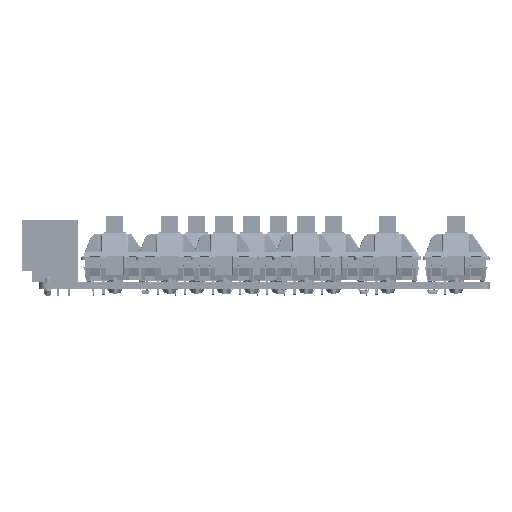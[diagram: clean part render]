
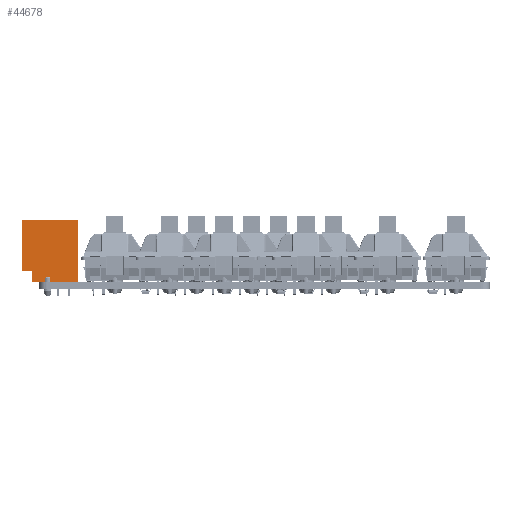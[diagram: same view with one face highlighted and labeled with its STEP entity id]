
A CAD part, left-side view. The second image highlights one B-rep face of the part: STEP entity #44678.
In plain terms, the highlighted face is planar.
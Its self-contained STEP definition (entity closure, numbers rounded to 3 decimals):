
#42943 = VERTEX_POINT('',#42944);
#42944 = CARTESIAN_POINT('',(8.01,0.,-2.3));
#42950 = EDGE_CURVE('',#42943,#42951,#42953,.T.);
#42951 = VERTEX_POINT('',#42952);
#42952 = CARTESIAN_POINT('',(8.01,2.5,-2.3));
#42953 = LINE('',#42954,#42955);
#42954 = CARTESIAN_POINT('',(8.01,2.5,-2.3));
#42955 = VECTOR('',#42956,1.);
#42956 = DIRECTION('',(-0.,1.,-0.));
#43979 = VERTEX_POINT('',#43980);
#43980 = CARTESIAN_POINT('',(8.01,0.,-13.));
#43986 = EDGE_CURVE('',#43979,#43987,#43989,.T.);
#43987 = VERTEX_POINT('',#43988);
#43988 = CARTESIAN_POINT('',(8.01,0.,-6.562));
#43989 = LINE('',#43990,#43991);
#43990 = CARTESIAN_POINT('',(8.01,0.,-13.));
#43991 = VECTOR('',#43992,1.);
#43992 = DIRECTION('',(0.,0.,1.));
#44004 = VERTEX_POINT('',#44005);
#44005 = CARTESIAN_POINT('',(8.01,0.,-5.438));
#44012 = EDGE_CURVE('',#44004,#42943,#44013,.T.);
#44013 = LINE('',#44014,#44015);
#44014 = CARTESIAN_POINT('',(8.01,0.,-13.));
#44015 = VECTOR('',#44016,1.);
#44016 = DIRECTION('',(0.,0.,1.));
#44678 = ADVANCED_FACE('',(#44679),#44749,.T.);
#44679 = FACE_BOUND('',#44680,.T.);
#44680 = EDGE_LOOP('',(#44681,#44704,#44710,#44711,#44719,#44727,#44735,
    #44741,#44742,#44743));
#44681 = ORIENTED_EDGE('',*,*,#44682,.T.);
#44682 = EDGE_CURVE('',#44683,#44685,#44687,.T.);
#44683 = VERTEX_POINT('',#44684);
#44684 = CARTESIAN_POINT('',(8.01,0.87,-5.438));
#44685 = VERTEX_POINT('',#44686);
#44686 = CARTESIAN_POINT('',(8.01,0.87,-6.562));
#44687 = B_SPLINE_CURVE_WITH_KNOTS('',3,(#44688,#44689,#44690,#44691,
    #44692,#44693,#44694,#44695,#44696,#44697,#44698,#44699,#44700,
    #44701,#44702,#44703),.UNSPECIFIED.,.F.,.F.,(4,2,2,2,2,2,2,4),(
    0.002,0.002,0.003,
    0.003,0.003,0.003,
    0.004,0.004),.UNSPECIFIED.);
#44688 = CARTESIAN_POINT('',(8.01,0.87,-5.438));
#44689 = CARTESIAN_POINT('',(8.01,0.933,-5.438));
#44690 = CARTESIAN_POINT('',(8.01,0.996,-5.459));
#44691 = CARTESIAN_POINT('',(8.01,1.101,-5.532));
#44692 = CARTESIAN_POINT('',(8.01,1.142,-5.582));
#44693 = CARTESIAN_POINT('',(8.01,1.235,-5.746));
#44694 = CARTESIAN_POINT('',(8.01,1.258,-5.874));
#44695 = CARTESIAN_POINT('',(8.01,1.258,-6.064));
#44696 = CARTESIAN_POINT('',(8.01,1.252,-6.126));
#44697 = CARTESIAN_POINT('',(8.01,1.225,-6.248));
#44698 = CARTESIAN_POINT('',(8.01,1.204,-6.309));
#44699 = CARTESIAN_POINT('',(8.01,1.142,-6.419));
#44700 = CARTESIAN_POINT('',(8.01,1.101,-6.468));
#44701 = CARTESIAN_POINT('',(8.01,0.996,-6.541));
#44702 = CARTESIAN_POINT('',(8.01,0.933,-6.562));
#44703 = CARTESIAN_POINT('',(8.01,0.87,-6.562));
#44704 = ORIENTED_EDGE('',*,*,#44705,.T.);
#44705 = EDGE_CURVE('',#44685,#43987,#44706,.T.);
#44706 = LINE('',#44707,#44708);
#44707 = CARTESIAN_POINT('',(8.01,10.009,-6.562));
#44708 = VECTOR('',#44709,1.);
#44709 = DIRECTION('',(0.,-1.,0.));
#44710 = ORIENTED_EDGE('',*,*,#43986,.F.);
#44711 = ORIENTED_EDGE('',*,*,#44712,.T.);
#44712 = EDGE_CURVE('',#43979,#44713,#44715,.T.);
#44713 = VERTEX_POINT('',#44714);
#44714 = CARTESIAN_POINT('',(8.01,14.5,-13.));
#44715 = LINE('',#44716,#44717);
#44716 = CARTESIAN_POINT('',(8.01,14.5,-13.));
#44717 = VECTOR('',#44718,1.);
#44718 = DIRECTION('',(0.,1.,-0.));
#44719 = ORIENTED_EDGE('',*,*,#44720,.T.);
#44720 = EDGE_CURVE('',#44713,#44721,#44723,.T.);
#44721 = VERTEX_POINT('',#44722);
#44722 = CARTESIAN_POINT('',(8.01,14.5,0.));
#44723 = LINE('',#44724,#44725);
#44724 = CARTESIAN_POINT('',(8.01,14.5,-13.));
#44725 = VECTOR('',#44726,1.);
#44726 = DIRECTION('',(0.,0.,1.));
#44727 = ORIENTED_EDGE('',*,*,#44728,.F.);
#44728 = EDGE_CURVE('',#44729,#44721,#44731,.T.);
#44729 = VERTEX_POINT('',#44730);
#44730 = CARTESIAN_POINT('',(8.01,2.5,0.));
#44731 = LINE('',#44732,#44733);
#44732 = CARTESIAN_POINT('',(8.01,14.5,0.));
#44733 = VECTOR('',#44734,1.);
#44734 = DIRECTION('',(0.,1.,-0.));
#44735 = ORIENTED_EDGE('',*,*,#44736,.F.);
#44736 = EDGE_CURVE('',#42951,#44729,#44737,.T.);
#44737 = LINE('',#44738,#44739);
#44738 = CARTESIAN_POINT('',(8.01,2.5,0.));
#44739 = VECTOR('',#44740,1.);
#44740 = DIRECTION('',(-0.,-0.,1.));
#44741 = ORIENTED_EDGE('',*,*,#42950,.F.);
#44742 = ORIENTED_EDGE('',*,*,#44012,.F.);
#44743 = ORIENTED_EDGE('',*,*,#44744,.T.);
#44744 = EDGE_CURVE('',#44004,#44683,#44745,.T.);
#44745 = LINE('',#44746,#44747);
#44746 = CARTESIAN_POINT('',(8.01,10.009,-5.438));
#44747 = VECTOR('',#44748,1.);
#44748 = DIRECTION('',(-0.,1.,0.));
#44749 = PLANE('',#44750);
#44750 = AXIS2_PLACEMENT_3D('',#44751,#44752,#44753);
#44751 = CARTESIAN_POINT('',(8.01,14.5,-13.));
#44752 = DIRECTION('',(1.,0.,0.));
#44753 = DIRECTION('',(0.,1.,0.));
